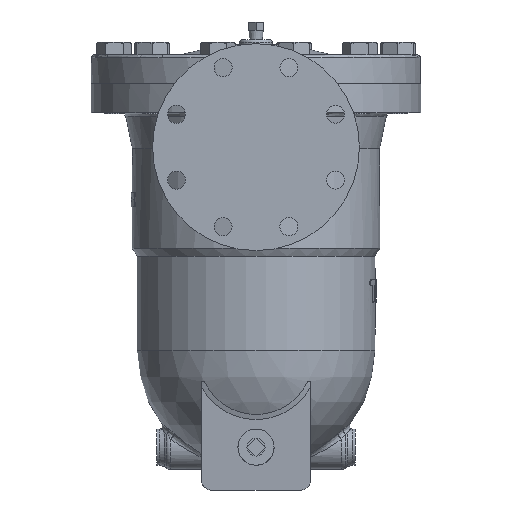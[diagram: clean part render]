
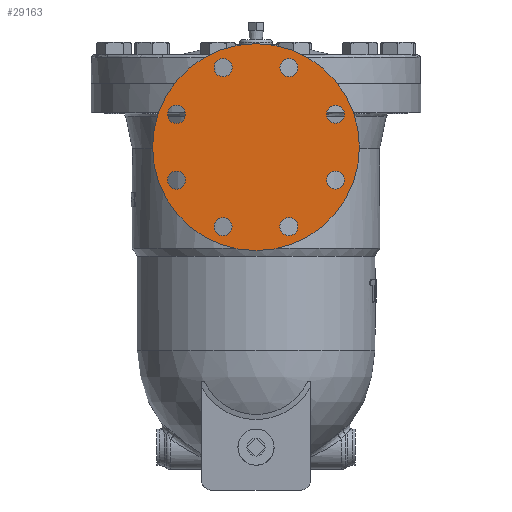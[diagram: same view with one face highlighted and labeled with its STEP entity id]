
A CAD part, left-side view. The second image highlights one B-rep face of the part: STEP entity #29163.
In plain terms, the highlighted planar face has unit normal (-1, 0, 0).
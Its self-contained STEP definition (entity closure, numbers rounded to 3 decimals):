
#29014=CARTESIAN_POINT('',(-255.0,0.0,44.5));
#29015=VERTEX_POINT('',#29014);
#29016=CARTESIAN_POINT('',(-255.,0.0,-70.));
#29017=DIRECTION('',(-1.0,0.0,0.0));
#29018=DIRECTION('',(0.0,0.0,1.0));
#29019=AXIS2_PLACEMENT_3D('',#29016,#29017,#29018);
#29020=CIRCLE('',#29019,114.5);
#29021=EDGE_CURVE('',#29015,#29015,#29020,.T.);
#29052=CARTESIAN_POINT('',(-255.,-43.522,-165.071));
#29053=VERTEX_POINT('',#29052);
#29054=CARTESIAN_POINT('',(-255.0,-36.451,-158.));
#29055=DIRECTION('',(1.0,0.,0.));
#29056=DIRECTION('',(0.,-0.707,-0.707));
#29057=AXIS2_PLACEMENT_3D('',#29054,#29055,#29056);
#29058=CIRCLE('',#29057,10.0);
#29059=EDGE_CURVE('',#29053,#29053,#29058,.T.);
#29075=CARTESIAN_POINT('',(-255.0,0.0,-12.75));
#29076=DIRECTION('',(-1.0,0.0,0.0));
#29077=DIRECTION('',(0.0,0.0,1.0));
#29078=AXIS2_PLACEMENT_3D('',#29075,#29076,#29077);
#29079=PLANE('',#29078);
#29080=ORIENTED_EDGE('',*,*,#29021,.T.);
#29081=EDGE_LOOP('',(#29080));
#29082=FACE_OUTER_BOUND('',#29081,.T.);
#29083=CARTESIAN_POINT('',(-255.,36.451,-168.));
#29084=VERTEX_POINT('',#29083);
#29085=CARTESIAN_POINT('',(-255.0,36.451,-158.));
#29086=DIRECTION('',(1.0,0.0,0.0));
#29087=DIRECTION('',(0.0,0.0,-1.0));
#29088=AXIS2_PLACEMENT_3D('',#29085,#29086,#29087);
#29089=CIRCLE('',#29088,10.0);
#29090=EDGE_CURVE('',#29084,#29084,#29089,.T.);
#29091=ORIENTED_EDGE('',*,*,#29090,.T.);
#29092=EDGE_LOOP('',(#29091));
#29093=FACE_BOUND('',#29092,.T.);
#29094=CARTESIAN_POINT('',(-255.,-36.451,28.));
#29095=VERTEX_POINT('',#29094);
#29096=CARTESIAN_POINT('',(-255.0,-36.451,18.));
#29097=DIRECTION('',(1.0,0.0,0.0));
#29098=DIRECTION('',(0.0,0.0,1.0));
#29099=AXIS2_PLACEMENT_3D('',#29096,#29097,#29098);
#29100=CIRCLE('',#29099,10.0);
#29101=EDGE_CURVE('',#29095,#29095,#29100,.T.);
#29102=ORIENTED_EDGE('',*,*,#29101,.T.);
#29103=EDGE_LOOP('',(#29102));
#29104=FACE_BOUND('',#29103,.T.);
#29105=CARTESIAN_POINT('',(-255.,43.522,25.071));
#29106=VERTEX_POINT('',#29105);
#29107=CARTESIAN_POINT('',(-255.0,36.451,18.));
#29108=DIRECTION('',(1.0,0.,0.));
#29109=DIRECTION('',(0.,0.707,0.707));
#29110=AXIS2_PLACEMENT_3D('',#29107,#29108,#29109);
#29111=CIRCLE('',#29110,10.0);
#29112=EDGE_CURVE('',#29106,#29106,#29111,.T.);
#29113=ORIENTED_EDGE('',*,*,#29112,.T.);
#29114=EDGE_LOOP('',(#29113));
#29115=FACE_BOUND('',#29114,.T.);
#29116=CARTESIAN_POINT('',(-255.,98.,-33.549));
#29117=VERTEX_POINT('',#29116);
#29118=CARTESIAN_POINT('',(-255.0,88.,-33.549));
#29119=DIRECTION('',(1.0,0.0,0.0));
#29120=DIRECTION('',(0.0,1.0,0.0));
#29121=AXIS2_PLACEMENT_3D('',#29118,#29119,#29120);
#29122=CIRCLE('',#29121,10.0);
#29123=EDGE_CURVE('',#29117,#29117,#29122,.T.);
#29124=ORIENTED_EDGE('',*,*,#29123,.T.);
#29125=EDGE_LOOP('',(#29124));
#29126=FACE_BOUND('',#29125,.T.);
#29127=CARTESIAN_POINT('',(-255.,95.071,-113.522));
#29128=VERTEX_POINT('',#29127);
#29129=CARTESIAN_POINT('',(-255.0,88.,-106.451));
#29130=DIRECTION('',(1.0,0.,0.));
#29131=DIRECTION('',(0.,0.707,-0.707));
#29132=AXIS2_PLACEMENT_3D('',#29129,#29130,#29131);
#29133=CIRCLE('',#29132,10.0);
#29134=EDGE_CURVE('',#29128,#29128,#29133,.T.);
#29135=ORIENTED_EDGE('',*,*,#29134,.T.);
#29136=EDGE_LOOP('',(#29135));
#29137=FACE_BOUND('',#29136,.T.);
#29138=CARTESIAN_POINT('',(-255.,-98.,-106.451));
#29139=VERTEX_POINT('',#29138);
#29140=CARTESIAN_POINT('',(-255.0,-88.,-106.451));
#29141=DIRECTION('',(1.0,0.0,0.0));
#29142=DIRECTION('',(0.0,-1.0,0.0));
#29143=AXIS2_PLACEMENT_3D('',#29140,#29141,#29142);
#29144=CIRCLE('',#29143,10.0);
#29145=EDGE_CURVE('',#29139,#29139,#29144,.T.);
#29146=ORIENTED_EDGE('',*,*,#29145,.T.);
#29147=EDGE_LOOP('',(#29146));
#29148=FACE_BOUND('',#29147,.T.);
#29149=CARTESIAN_POINT('',(-255.,-95.071,-26.478));
#29150=VERTEX_POINT('',#29149);
#29151=CARTESIAN_POINT('',(-255.0,-88.,-33.549));
#29152=DIRECTION('',(1.0,0.,0.));
#29153=DIRECTION('',(0.,-0.707,0.707));
#29154=AXIS2_PLACEMENT_3D('',#29151,#29152,#29153);
#29155=CIRCLE('',#29154,10.0);
#29156=EDGE_CURVE('',#29150,#29150,#29155,.T.);
#29157=ORIENTED_EDGE('',*,*,#29156,.T.);
#29158=EDGE_LOOP('',(#29157));
#29159=FACE_BOUND('',#29158,.T.);
#29160=ORIENTED_EDGE('',*,*,#29059,.T.);
#29161=EDGE_LOOP('',(#29160));
#29162=FACE_BOUND('',#29161,.T.);
#29163=ADVANCED_FACE('',(#29082,#29093,#29104,#29115,#29126,#29137,#29148,#29159,#29162),#29079,.T.);
